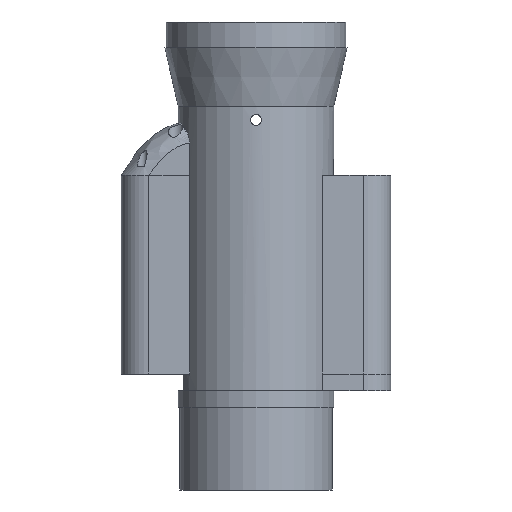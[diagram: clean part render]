
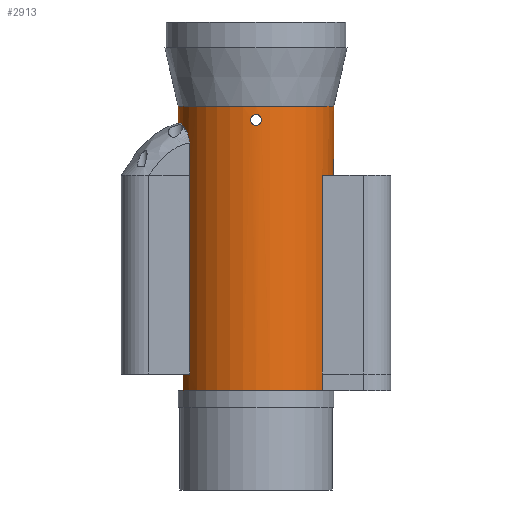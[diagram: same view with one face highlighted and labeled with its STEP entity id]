
A CAD part, front view. The second image highlights one B-rep face of the part: STEP entity #2913.
In plain terms, the highlighted cylindrical face has radius 28.15 mm (diameter 56.3 mm), a full revolution.
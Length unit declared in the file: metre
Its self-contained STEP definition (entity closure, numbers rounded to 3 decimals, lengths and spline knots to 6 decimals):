
#55=B_SPLINE_CURVE_WITH_KNOTS('',3,(#4814,#4815,#4816,#4817,#4818,#4819,
#4820,#4821,#4822,#4823,#4824),.UNSPECIFIED.,.T.,.F.,(1,1,1,1,1,1,1,1,1,
1,1,1,1,1,1),(-0.004691,-0.003127,-0.001564,
0.,0.001564,0.003127,0.004691,
0.006254,0.007818,0.009381,0.010945,
0.012508,0.014072,0.015635,0.017199),
 .UNSPECIFIED.);
#56=B_SPLINE_CURVE_WITH_KNOTS('',3,(#4826,#4827,#4828,#4829,#4830,#4831,
#4832,#4833,#4834,#4835,#4836),.UNSPECIFIED.,.T.,.F.,(1,1,1,1,1,1,1,1,1,
1,1,1,1,1,1),(-0.004691,-0.003127,-0.001564,
0.,0.001564,0.003127,0.004691,
0.006254,0.007818,0.009381,0.010945,
0.012508,0.014072,0.015635,0.017199),
 .UNSPECIFIED.);
#96=CYLINDRICAL_SURFACE('',#3198,0.02815);
#160=LINE('',#4840,#357);
#161=LINE('',#4845,#358);
#162=LINE('',#4849,#359);
#163=LINE('',#4853,#360);
#164=LINE('',#4859,#361);
#165=LINE('',#4863,#362);
#357=VECTOR('',#3659,1.);
#358=VECTOR('',#3662,1.);
#359=VECTOR('',#3665,1.);
#360=VECTOR('',#3668,1.);
#361=VECTOR('',#3673,1.);
#362=VECTOR('',#3676,1.);
#719=ORIENTED_EDGE('',*,*,#1413,.T.);
#720=ORIENTED_EDGE('',*,*,#1414,.T.);
#721=ORIENTED_EDGE('',*,*,#1415,.F.);
#722=ORIENTED_EDGE('',*,*,#1416,.F.);
#723=ORIENTED_EDGE('',*,*,#1417,.T.);
#724=ORIENTED_EDGE('',*,*,#1418,.T.);
#725=ORIENTED_EDGE('',*,*,#1419,.T.);
#726=ORIENTED_EDGE('',*,*,#1420,.F.);
#727=ORIENTED_EDGE('',*,*,#1421,.T.);
#728=ORIENTED_EDGE('',*,*,#1422,.T.);
#729=ORIENTED_EDGE('',*,*,#1423,.T.);
#730=ORIENTED_EDGE('',*,*,#1424,.T.);
#731=ORIENTED_EDGE('',*,*,#1425,.T.);
#732=ORIENTED_EDGE('',*,*,#1426,.T.);
#733=ORIENTED_EDGE('',*,*,#1427,.F.);
#1413=EDGE_CURVE('',#1785,#1785,#55,.T.);
#1414=EDGE_CURVE('',#1786,#1786,#56,.T.);
#1415=EDGE_CURVE('',#1787,#1787,#2051,.T.);
#1416=EDGE_CURVE('',#1788,#1789,#160,.T.);
#1417=EDGE_CURVE('',#1788,#1790,#2052,.F.);
#1418=EDGE_CURVE('',#1790,#1791,#161,.T.);
#1419=EDGE_CURVE('',#1791,#1792,#2053,.T.);
#1420=EDGE_CURVE('',#1793,#1792,#162,.T.);
#1421=EDGE_CURVE('',#1793,#1794,#2054,.F.);
#1422=EDGE_CURVE('',#1794,#1795,#163,.T.);
#1423=EDGE_CURVE('',#1795,#1789,#2055,.T.);
#1424=EDGE_CURVE('',#1796,#1797,#2056,.F.);
#1425=EDGE_CURVE('',#1797,#1798,#164,.T.);
#1426=EDGE_CURVE('',#1798,#1799,#2057,.T.);
#1427=EDGE_CURVE('',#1796,#1799,#165,.T.);
#1785=VERTEX_POINT('',#4825);
#1786=VERTEX_POINT('',#4837);
#1787=VERTEX_POINT('',#4839);
#1788=VERTEX_POINT('',#4841);
#1789=VERTEX_POINT('',#4842);
#1790=VERTEX_POINT('',#4844);
#1791=VERTEX_POINT('',#4846);
#1792=VERTEX_POINT('',#4848);
#1793=VERTEX_POINT('',#4850);
#1794=VERTEX_POINT('',#4852);
#1795=VERTEX_POINT('',#4854);
#1796=VERTEX_POINT('',#4857);
#1797=VERTEX_POINT('',#4858);
#1798=VERTEX_POINT('',#4860);
#1799=VERTEX_POINT('',#4862);
#2051=CIRCLE('',#3199,0.02815);
#2052=CIRCLE('',#3200,0.02815);
#2053=CIRCLE('',#3201,0.02815);
#2054=CIRCLE('',#3202,0.02815);
#2055=CIRCLE('',#3203,0.02815);
#2056=CIRCLE('',#3204,0.02815);
#2057=CIRCLE('',#3205,0.02815);
#2259=EDGE_LOOP('',(#719));
#2260=EDGE_LOOP('',(#720));
#2261=EDGE_LOOP('',(#721));
#2262=EDGE_LOOP('',(#722,#723,#724,#725,#726,#727,#728,#729));
#2263=EDGE_LOOP('',(#730,#731,#732,#733));
#2566=FACE_BOUND('',#2259,.T.);
#2567=FACE_BOUND('',#2260,.T.);
#2568=FACE_BOUND('',#2261,.T.);
#2569=FACE_BOUND('',#2262,.T.);
#2570=FACE_BOUND('',#2263,.T.);
#2913=ADVANCED_FACE('',(#2566,#2567,#2568,#2569,#2570),#96,.T.);
#3198=AXIS2_PLACEMENT_3D('',#4813,#3655,#3656);
#3199=AXIS2_PLACEMENT_3D('',#4838,#3657,#3658);
#3200=AXIS2_PLACEMENT_3D('',#4843,#3660,#3661);
#3201=AXIS2_PLACEMENT_3D('',#4847,#3663,#3664);
#3202=AXIS2_PLACEMENT_3D('',#4851,#3666,#3667);
#3203=AXIS2_PLACEMENT_3D('',#4855,#3669,#3670);
#3204=AXIS2_PLACEMENT_3D('',#4856,#3671,#3672);
#3205=AXIS2_PLACEMENT_3D('',#4861,#3674,#3675);
#3655=DIRECTION('',(0.,0.,-1.));
#3656=DIRECTION('',(-1.,0.,0.));
#3657=DIRECTION('',(0.,0.,1.));
#3658=DIRECTION('',(1.,0.,0.));
#3659=DIRECTION('',(0.,0.,1.));
#3660=DIRECTION('',(0.,0.,1.));
#3661=DIRECTION('',(1.,0.,0.));
#3662=DIRECTION('',(0.,0.,-1.));
#3663=DIRECTION('',(0.,0.,1.));
#3664=DIRECTION('',(1.,0.,0.));
#3665=DIRECTION('',(0.,0.,-1.));
#3666=DIRECTION('',(0.,0.,1.));
#3667=DIRECTION('',(1.,0.,0.));
#3668=DIRECTION('',(0.,0.,1.));
#3669=DIRECTION('',(0.,0.,1.));
#3670=DIRECTION('',(1.,0.,0.));
#3671=DIRECTION('',(0.,0.,1.));
#3672=DIRECTION('',(1.,0.,0.));
#3673=DIRECTION('',(0.,0.,1.));
#3674=DIRECTION('',(0.,0.,1.));
#3675=DIRECTION('',(-1.,0.,0.));
#3676=DIRECTION('',(0.,0.,1.));
#4813=CARTESIAN_POINT('',(0.,0.,0.042));
#4814=CARTESIAN_POINT('',(-0.001569,0.028114,0.132434));
#4815=CARTESIAN_POINT('',(0.,0.028168,0.131783));
#4816=CARTESIAN_POINT('',(0.001567,0.028114,0.132434));
#4817=CARTESIAN_POINT('',(0.002216,0.028061,0.133998));
#4818=CARTESIAN_POINT('',(0.001568,0.028114,0.135567));
#4819=CARTESIAN_POINT('',(0.,0.028168,0.136216));
#4820=CARTESIAN_POINT('',(-0.001565,0.028115,0.135569));
#4821=CARTESIAN_POINT('',(-0.002216,0.028061,0.134002));
#4822=CARTESIAN_POINT('',(-0.001569,0.028114,0.132434));
#4823=CARTESIAN_POINT('',(0.,0.028168,0.131783));
#4824=CARTESIAN_POINT('',(0.001567,0.028114,0.132434));
#4825=CARTESIAN_POINT('',(0.,0.02815,0.132));
#4826=CARTESIAN_POINT('',(0.001569,-0.028114,0.132434));
#4827=CARTESIAN_POINT('',(0.,-0.028168,0.131783));
#4828=CARTESIAN_POINT('',(-0.001567,-0.028114,0.132434));
#4829=CARTESIAN_POINT('',(-0.002216,-0.028061,0.133998));
#4830=CARTESIAN_POINT('',(-0.001568,-0.028114,0.135567));
#4831=CARTESIAN_POINT('',(0.,-0.028168,0.136216));
#4832=CARTESIAN_POINT('',(0.001565,-0.028115,0.135569));
#4833=CARTESIAN_POINT('',(0.002216,-0.028061,0.134002));
#4834=CARTESIAN_POINT('',(0.001569,-0.028114,0.132434));
#4835=CARTESIAN_POINT('',(0.,-0.028168,0.131783));
#4836=CARTESIAN_POINT('',(-0.001567,-0.028114,0.132434));
#4837=CARTESIAN_POINT('',(0.,-0.02815,0.132));
#4838=CARTESIAN_POINT('',(0.,0.,0.139));
#4839=CARTESIAN_POINT('',(0.02815,0.,0.139));
#4840=CARTESIAN_POINT('',(-0.024049,-0.014632,0.041998));
#4841=CARTESIAN_POINT('',(-0.024049,-0.014632,0.042));
#4842=CARTESIAN_POINT('',(-0.024049,-0.014632,0.114));
#4843=CARTESIAN_POINT('',(0.,0.,0.042));
#4844=CARTESIAN_POINT('',(-0.02642,-0.009717,0.042));
#4845=CARTESIAN_POINT('',(-0.02642,-0.009717,0.042));
#4846=CARTESIAN_POINT('',(-0.02642,-0.009717,0.036));
#4847=CARTESIAN_POINT('',(0.,0.,0.036));
#4848=CARTESIAN_POINT('',(-0.02642,0.009717,0.036));
#4849=CARTESIAN_POINT('',(-0.02642,0.009717,0.042));
#4850=CARTESIAN_POINT('',(-0.02642,0.009717,0.042));
#4851=CARTESIAN_POINT('',(0.,0.,0.042));
#4852=CARTESIAN_POINT('',(-0.024049,0.014632,0.042));
#4853=CARTESIAN_POINT('',(-0.024049,0.014632,0.041998));
#4854=CARTESIAN_POINT('',(-0.024049,0.014632,0.114));
#4855=CARTESIAN_POINT('',(0.,0.,0.114));
#4856=CARTESIAN_POINT('',(0.,0.,0.042));
#4857=CARTESIAN_POINT('',(0.024049,0.014632,0.042));
#4858=CARTESIAN_POINT('',(0.024049,-0.014632,0.042));
#4859=CARTESIAN_POINT('',(0.024049,-0.014632,0.041998));
#4860=CARTESIAN_POINT('',(0.024049,-0.014632,0.114));
#4861=CARTESIAN_POINT('',(0.,0.,0.114));
#4862=CARTESIAN_POINT('',(0.024049,0.014632,0.114));
#4863=CARTESIAN_POINT('',(0.024049,0.014632,0.041998));
